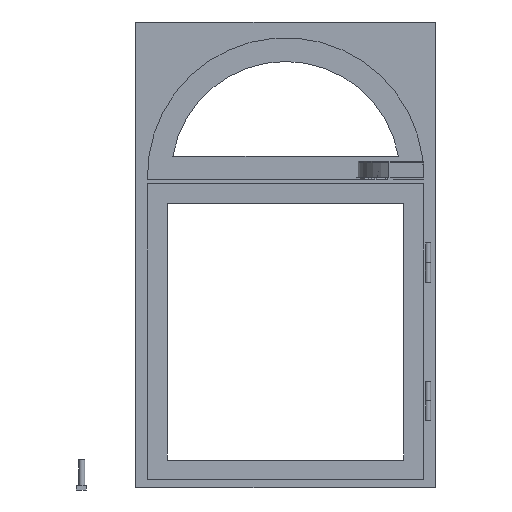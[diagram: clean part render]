
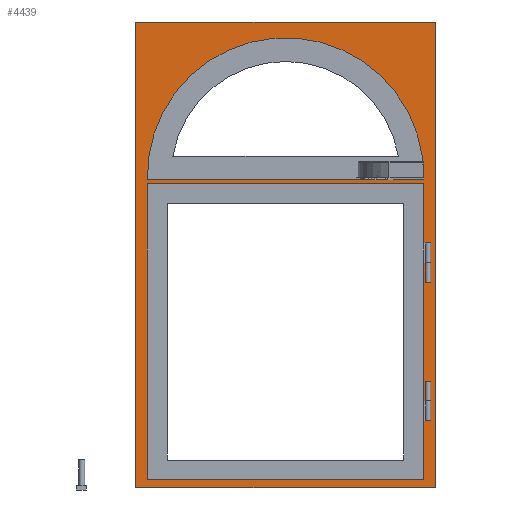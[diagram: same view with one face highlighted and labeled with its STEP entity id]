
A CAD part, front view. The second image highlights one B-rep face of the part: STEP entity #4439.
In plain terms, the highlighted planar face has unit normal (0, -1, 0).
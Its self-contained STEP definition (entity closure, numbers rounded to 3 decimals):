
#400=CIRCLE('',#4799,350.139);
#549=FACE_BOUND('',#887,.T.);
#550=FACE_BOUND('',#888,.T.);
#551=FACE_BOUND('',#889,.T.);
#552=FACE_BOUND('',#890,.T.);
#622=FACE_OUTER_BOUND('',#886,.T.);
#886=EDGE_LOOP('',(#3159,#3160,#3161,#3162));
#887=EDGE_LOOP('',(#3163,#3164,#3165,#3166));
#888=EDGE_LOOP('',(#3167,#3168,#3169,#3170));
#889=EDGE_LOOP('',(#3171,#3172,#3173,#3174));
#890=EDGE_LOOP('',(#3175,#3176));
#1159=LINE('',#6118,#1511);
#1161=LINE('',#6124,#1513);
#1164=LINE('',#6132,#1516);
#1166=LINE('',#6136,#1518);
#1169=LINE('',#6147,#1521);
#1173=LINE('',#6159,#1525);
#1174=LINE('',#6163,#1526);
#1177=LINE('',#6168,#1529);
#1188=LINE('',#6198,#1540);
#1191=LINE('',#6203,#1543);
#1193=LINE('',#6207,#1545);
#1195=LINE('',#6210,#1547);
#1196=LINE('',#6214,#1548);
#1199=LINE('',#6219,#1551);
#1201=LINE('',#6223,#1553);
#1203=LINE('',#6226,#1555);
#1206=LINE('',#6234,#1558);
#1511=VECTOR('',#5168,10.);
#1513=VECTOR('',#5172,10.);
#1516=VECTOR('',#5181,10.);
#1518=VECTOR('',#5187,10.);
#1521=VECTOR('',#5198,10.);
#1525=VECTOR('',#5208,10.);
#1526=VECTOR('',#5213,10.);
#1529=VECTOR('',#5220,10.);
#1540=VECTOR('',#5243,10.);
#1543=VECTOR('',#5248,10.);
#1545=VECTOR('',#5252,10.);
#1547=VECTOR('',#5256,10.);
#1548=VECTOR('',#5259,10.);
#1551=VECTOR('',#5264,10.);
#1553=VECTOR('',#5268,10.);
#1555=VECTOR('',#5272,10.);
#1558=VECTOR('',#5281,10.);
#1851=VERTEX_POINT('',#6111);
#1854=VERTEX_POINT('',#6116);
#1856=VERTEX_POINT('',#6121);
#1857=VERTEX_POINT('',#6123);
#1861=VERTEX_POINT('',#6143);
#1863=VERTEX_POINT('',#6146);
#1866=VERTEX_POINT('',#6153);
#1868=VERTEX_POINT('',#6157);
#1881=VERTEX_POINT('',#6196);
#1882=VERTEX_POINT('',#6197);
#1883=VERTEX_POINT('',#6202);
#1884=VERTEX_POINT('',#6206);
#1885=VERTEX_POINT('',#6212);
#1886=VERTEX_POINT('',#6213);
#1887=VERTEX_POINT('',#6218);
#1888=VERTEX_POINT('',#6222);
#1889=VERTEX_POINT('',#6228);
#1890=VERTEX_POINT('',#6229);
#2323=EDGE_CURVE('',#1854,#1851,#1159,.T.);
#2325=EDGE_CURVE('',#1856,#1857,#1161,.T.);
#2330=EDGE_CURVE('',#1856,#1851,#1164,.T.);
#2332=EDGE_CURVE('',#1857,#1854,#1166,.T.);
#2336=EDGE_CURVE('',#1863,#1861,#1169,.T.);
#2342=EDGE_CURVE('',#1866,#1868,#1173,.T.);
#2344=EDGE_CURVE('',#1866,#1861,#1174,.T.);
#2347=EDGE_CURVE('',#1868,#1863,#1177,.T.);
#2360=EDGE_CURVE('',#1881,#1882,#1188,.T.);
#2363=EDGE_CURVE('',#1883,#1881,#1191,.T.);
#2365=EDGE_CURVE('',#1884,#1883,#1193,.T.);
#2367=EDGE_CURVE('',#1882,#1884,#1195,.T.);
#2368=EDGE_CURVE('',#1885,#1886,#1196,.T.);
#2371=EDGE_CURVE('',#1886,#1887,#1199,.T.);
#2373=EDGE_CURVE('',#1887,#1888,#1201,.T.);
#2375=EDGE_CURVE('',#1888,#1885,#1203,.T.);
#2376=EDGE_CURVE('',#1889,#1890,#400,.T.);
#2379=EDGE_CURVE('',#1890,#1889,#1206,.T.);
#3159=ORIENTED_EDGE('',*,*,#2360,.T.);
#3160=ORIENTED_EDGE('',*,*,#2367,.T.);
#3161=ORIENTED_EDGE('',*,*,#2365,.T.);
#3162=ORIENTED_EDGE('',*,*,#2363,.T.);
#3163=ORIENTED_EDGE('',*,*,#2330,.T.);
#3164=ORIENTED_EDGE('',*,*,#2323,.F.);
#3165=ORIENTED_EDGE('',*,*,#2332,.F.);
#3166=ORIENTED_EDGE('',*,*,#2325,.F.);
#3167=ORIENTED_EDGE('',*,*,#2344,.F.);
#3168=ORIENTED_EDGE('',*,*,#2342,.T.);
#3169=ORIENTED_EDGE('',*,*,#2347,.T.);
#3170=ORIENTED_EDGE('',*,*,#2336,.T.);
#3171=ORIENTED_EDGE('',*,*,#2368,.F.);
#3172=ORIENTED_EDGE('',*,*,#2375,.F.);
#3173=ORIENTED_EDGE('',*,*,#2373,.F.);
#3174=ORIENTED_EDGE('',*,*,#2371,.F.);
#3175=ORIENTED_EDGE('',*,*,#2376,.F.);
#3176=ORIENTED_EDGE('',*,*,#2379,.F.);
#4309=PLANE('',#4801);
#4439=ADVANCED_FACE('',(#622,#549,#550,#551,#552),#4309,.F.);
#4799=AXIS2_PLACEMENT_3D('',#6230,#5275,#5276);
#4801=AXIS2_PLACEMENT_3D('',#6235,#5282,#5283);
#5168=DIRECTION('',(1.,0.,0.));
#5172=DIRECTION('',(-1.,0.,0.));
#5181=DIRECTION('',(0.,0.,-1.));
#5187=DIRECTION('',(0.,0.,-1.));
#5198=DIRECTION('',(1.,0.,0.));
#5208=DIRECTION('',(-1.,0.,0.));
#5213=DIRECTION('',(0.,0.,1.));
#5220=DIRECTION('',(0.,0.,1.));
#5243=DIRECTION('',(-1.,0.,0.));
#5248=DIRECTION('',(0.,0.,1.));
#5252=DIRECTION('',(1.,0.,0.));
#5256=DIRECTION('',(0.,0.,-1.));
#5259=DIRECTION('',(-1.,0.,0.));
#5264=DIRECTION('',(0.,0.,-1.));
#5268=DIRECTION('',(1.,0.,0.));
#5272=DIRECTION('',(0.,0.,1.));
#5275=DIRECTION('center_axis',(0.,-1.,0.));
#5276=DIRECTION('ref_axis',(-1.,0.,-0.028));
#5281=DIRECTION('',(1.,0.,0.));
#5282=DIRECTION('center_axis',(0.,1.,0.));
#5283=DIRECTION('ref_axis',(1.,0.,0.));
#6111=CARTESIAN_POINT('',(743.5,0.,520.));
#6116=CARTESIAN_POINT('',(738.5,0.,520.));
#6118=CARTESIAN_POINT('',(772.,0.,520.));
#6121=CARTESIAN_POINT('',(743.5,0.,570.));
#6123=CARTESIAN_POINT('',(738.5,0.,570.));
#6124=CARTESIAN_POINT('',(772.,0.,570.));
#6132=CARTESIAN_POINT('',(743.5,0.,570.));
#6136=CARTESIAN_POINT('',(738.5,0.,570.));
#6143=CARTESIAN_POINT('',(743.5,0.,270.));
#6146=CARTESIAN_POINT('',(738.5,0.,270.));
#6147=CARTESIAN_POINT('',(772.,0.,270.));
#6153=CARTESIAN_POINT('',(743.5,0.,220.));
#6157=CARTESIAN_POINT('',(738.5,0.,220.));
#6159=CARTESIAN_POINT('',(772.,0.,220.));
#6163=CARTESIAN_POINT('',(743.5,0.,220.));
#6168=CARTESIAN_POINT('',(738.5,0.,220.));
#6196=CARTESIAN_POINT('',(760.,0.,1180.));
#6197=CARTESIAN_POINT('',(0.,0.,1180.));
#6198=CARTESIAN_POINT('',(760.,0.,1180.));
#6202=CARTESIAN_POINT('',(760.,0.,0.));
#6203=CARTESIAN_POINT('',(760.,0.,0.));
#6206=CARTESIAN_POINT('',(0.,0.,0.));
#6207=CARTESIAN_POINT('',(0.,0.,0.));
#6210=CARTESIAN_POINT('',(0.,0.,1180.));
#6212=CARTESIAN_POINT('',(730.,0.,770.));
#6213=CARTESIAN_POINT('',(30.,0.,770.));
#6214=CARTESIAN_POINT('',(730.,0.,770.));
#6218=CARTESIAN_POINT('',(30.,0.,20.));
#6219=CARTESIAN_POINT('',(30.,0.,770.));
#6222=CARTESIAN_POINT('',(730.,0.,20.));
#6223=CARTESIAN_POINT('',(30.,0.,20.));
#6226=CARTESIAN_POINT('',(730.,0.,20.));
#6228=CARTESIAN_POINT('',(730.,0.,780.));
#6229=CARTESIAN_POINT('',(30.,0.,780.));
#6230=CARTESIAN_POINT('Origin',(380.,0.,789.861));
#6234=CARTESIAN_POINT('',(30.,0.,780.));
#6235=CARTESIAN_POINT('Origin',(380.,0.,590.));
